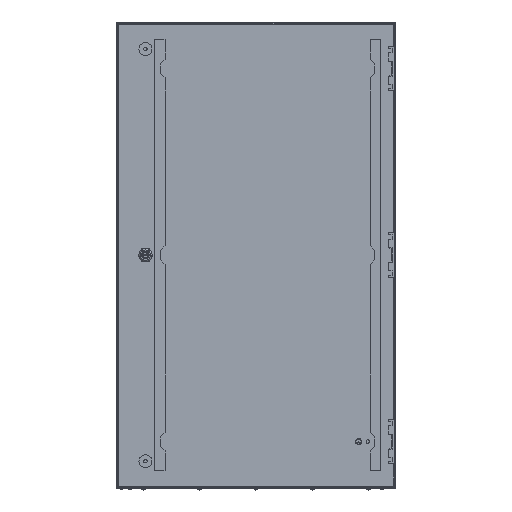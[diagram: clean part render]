
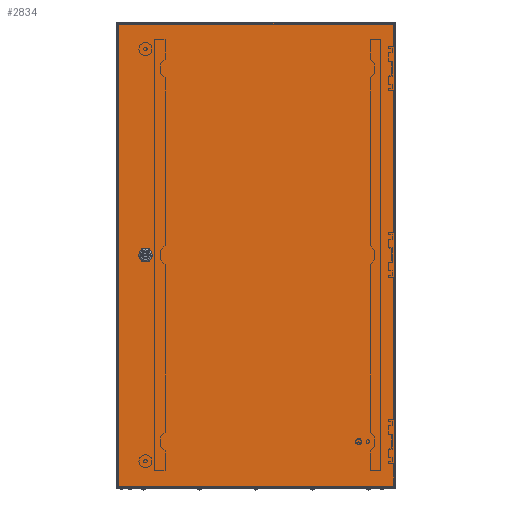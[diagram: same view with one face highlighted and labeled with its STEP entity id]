
A CAD part, top view. The second image highlights one B-rep face of the part: STEP entity #2834.
In plain terms, the highlighted planar face has unit normal (0, 0, 1).
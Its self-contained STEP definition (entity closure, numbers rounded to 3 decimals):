
#461 = CARTESIAN_POINT ( 'NONE',  ( 62.87, 500., 17. ) ) ;
#573 = ORIENTED_EDGE ( 'NONE', *, *, #9747, .F. ) ;
#723 = CARTESIAN_POINT ( 'NONE',  ( 0., 0., 17. ) ) ;
#738 = EDGE_CURVE ( 'NONE', #35945, #81593, #53589, .T. ) ;
#2834 = ADVANCED_FACE ( 'NONE', ( #61243, #49207 ), #28544, .T. ) ;
#2879 = EDGE_CURVE ( 'NONE', #38279, #77382, #22093, .T. ) ;
#3659 = AXIS2_PLACEMENT_3D ( 'NONE', #10602, #29937, #35953 ) ;
#4073 = AXIS2_PLACEMENT_3D ( 'NONE', #723, #81396, #15268 ) ;
#4967 = CARTESIAN_POINT ( 'NONE',  ( 2.87, 3., 17. ) ) ;
#4975 = CARTESIAN_POINT ( 'NONE',  ( 67.926, 510.05, 17. ) ) ;
#5510 = VERTEX_POINT ( 'NONE', #53327 ) ;
#5828 = CARTESIAN_POINT ( 'NONE',  ( 62.87, 500., 17. ) ) ;
#6085 = ORIENTED_EDGE ( 'NONE', *, *, #738, .F. ) ;
#6475 = ORIENTED_EDGE ( 'NONE', *, *, #12041, .F. ) ;
#7757 = ORIENTED_EDGE ( 'NONE', *, *, #74728, .T. ) ;
#9263 = LINE ( 'NONE', #81881, #65476 ) ;
#9324 = CARTESIAN_POINT ( 'NONE',  ( 2.87, 3., 17. ) ) ;
#9373 = VERTEX_POINT ( 'NONE', #47165 ) ;
#9747 = EDGE_CURVE ( 'NONE', #48865, #11553, #27243, .T. ) ;
#10518 = VECTOR ( 'NONE', #80604, 1000. ) ;
#10602 = CARTESIAN_POINT ( 'NONE',  ( 62.87, 500., 17. ) ) ;
#11012 = DIRECTION ( 'NONE',  ( 1., 0., 0. ) ) ;
#11553 = VERTEX_POINT ( 'NONE', #26640 ) ;
#11738 = CARTESIAN_POINT ( 'NONE',  ( 2.87, 997., 17. ) ) ;
#12041 = EDGE_CURVE ( 'NONE', #24086, #30168, #54928, .T. ) ;
#13733 = DIRECTION ( 'NONE',  ( 0., -1., 0. ) ) ;
#14957 = CARTESIAN_POINT ( 'NONE',  ( 52.82, 505.056, 17. ) ) ;
#15268 = DIRECTION ( 'NONE',  ( 1., 0., 0. ) ) ;
#15693 = CARTESIAN_POINT ( 'NONE',  ( 72.92, 494.944, 17. ) ) ;
#16109 = DIRECTION ( 'NONE',  ( 0., 1., 0. ) ) ;
#16368 = VECTOR ( 'NONE', #11012, 1000. ) ;
#16579 = VECTOR ( 'NONE', #13733, 1000. ) ;
#22093 = LINE ( 'NONE', #52813, #67225 ) ;
#24086 = VERTEX_POINT ( 'NONE', #84129 ) ;
#24342 = VECTOR ( 'NONE', #47489, 1000. ) ;
#25837 = DIRECTION ( 'NONE',  ( 1., 0., 0. ) ) ;
#26526 = VERTEX_POINT ( 'NONE', #4975 ) ;
#26640 = CARTESIAN_POINT ( 'NONE',  ( 72.92, 505.056, 17. ) ) ;
#26834 = VERTEX_POINT ( 'NONE', #37126 ) ;
#27243 = LINE ( 'NONE', #80096, #24342 ) ;
#27548 = ORIENTED_EDGE ( 'NONE', *, *, #47221, .F. ) ;
#28544 = PLANE ( 'NONE',  #4073 ) ;
#29937 = DIRECTION ( 'NONE',  ( 0., 0., 1. ) ) ;
#30168 = VERTEX_POINT ( 'NONE', #61932 ) ;
#30634 = EDGE_CURVE ( 'NONE', #11553, #26526, #80493, .T. ) ;
#31229 = DIRECTION ( 'NONE',  ( 1., 0., 0. ) ) ;
#32908 = DIRECTION ( 'NONE',  ( 0., 0., 1. ) ) ;
#35203 = EDGE_CURVE ( 'NONE', #81593, #5510, #79000, .T. ) ;
#35945 = VERTEX_POINT ( 'NONE', #77097 ) ;
#35953 = DIRECTION ( 'NONE',  ( 1., 0., 0. ) ) ;
#37126 = CARTESIAN_POINT ( 'NONE',  ( 596.87, 997., 17. ) ) ;
#38279 = VERTEX_POINT ( 'NONE', #11738 ) ;
#39284 = AXIS2_PLACEMENT_3D ( 'NONE', #461, #58117, #25837 ) ;
#40088 = VECTOR ( 'NONE', #16109, 1000. ) ;
#40205 = ORIENTED_EDGE ( 'NONE', *, *, #47178, .T. ) ;
#46569 = EDGE_CURVE ( 'NONE', #30168, #48865, #72105, .T. ) ;
#47165 = CARTESIAN_POINT ( 'NONE',  ( 596.87, 3., 17. ) ) ;
#47178 = EDGE_CURVE ( 'NONE', #26834, #38279, #54057, .T. ) ;
#47221 = EDGE_CURVE ( 'NONE', #26526, #35945, #9263, .T. ) ;
#47489 = DIRECTION ( 'NONE',  ( 0., 1., 0. ) ) ;
#48865 = VERTEX_POINT ( 'NONE', #15693 ) ;
#48878 = DIRECTION ( 'NONE',  ( 1., 0., 0. ) ) ;
#49207 = FACE_OUTER_BOUND ( 'NONE', #60378, .T. ) ;
#49725 = CARTESIAN_POINT ( 'NONE',  ( 67.926, 489.95, 17. ) ) ;
#50592 = VECTOR ( 'NONE', #48878, 1000. ) ;
#52813 = CARTESIAN_POINT ( 'NONE',  ( 2.87, 997., 17. ) ) ;
#53251 = DIRECTION ( 'NONE',  ( 0., -1., 0. ) ) ;
#53327 = CARTESIAN_POINT ( 'NONE',  ( 52.82, 494.944, 17. ) ) ;
#53589 = CIRCLE ( 'NONE', #69930, 11.25 ) ;
#54057 = LINE ( 'NONE', #60889, #10518 ) ;
#54413 = ORIENTED_EDGE ( 'NONE', *, *, #30634, .F. ) ;
#54928 = LINE ( 'NONE', #49725, #50592 ) ;
#57172 = AXIS2_PLACEMENT_3D ( 'NONE', #57437, #71087, #76285 ) ;
#57437 = CARTESIAN_POINT ( 'NONE',  ( 62.87, 500., 17. ) ) ;
#58117 = DIRECTION ( 'NONE',  ( 0., 0., 1. ) ) ;
#58310 = EDGE_CURVE ( 'NONE', #5510, #24086, #77727, .T. ) ;
#60378 = EDGE_LOOP ( 'NONE', ( #62421, #7757, #81925, #40205 ) ) ;
#60388 = CARTESIAN_POINT ( 'NONE',  ( 596.87, 997., 17. ) ) ;
#60889 = CARTESIAN_POINT ( 'NONE',  ( 2.87, 997., 17. ) ) ;
#61243 = FACE_BOUND ( 'NONE', #68916, .T. ) ;
#61645 = LINE ( 'NONE', #60388, #40088 ) ;
#61932 = CARTESIAN_POINT ( 'NONE',  ( 67.926, 489.95, 17. ) ) ;
#62421 = ORIENTED_EDGE ( 'NONE', *, *, #2879, .T. ) ;
#65476 = VECTOR ( 'NONE', #75843, 1000. ) ;
#66836 = ORIENTED_EDGE ( 'NONE', *, *, #58310, .F. ) ;
#67225 = VECTOR ( 'NONE', #53251, 1000. ) ;
#68916 = EDGE_LOOP ( 'NONE', ( #54413, #573, #77276, #6475, #66836, #78009, #6085, #27548 ) ) ;
#69930 = AXIS2_PLACEMENT_3D ( 'NONE', #5828, #32908, #31229 ) ;
#71087 = DIRECTION ( 'NONE',  ( 0., 0., 1. ) ) ;
#72105 = CIRCLE ( 'NONE', #39284, 11.25 ) ;
#72556 = CARTESIAN_POINT ( 'NONE',  ( 52.82, 494.944, 17. ) ) ;
#74728 = EDGE_CURVE ( 'NONE', #77382, #9373, #75887, .T. ) ;
#75843 = DIRECTION ( 'NONE',  ( -1., 0., 0. ) ) ;
#75887 = LINE ( 'NONE', #4967, #16368 ) ;
#76285 = DIRECTION ( 'NONE',  ( 1., 0., 0. ) ) ;
#77097 = CARTESIAN_POINT ( 'NONE',  ( 57.814, 510.05, 17. ) ) ;
#77276 = ORIENTED_EDGE ( 'NONE', *, *, #46569, .F. ) ;
#77382 = VERTEX_POINT ( 'NONE', #9324 ) ;
#77727 = CIRCLE ( 'NONE', #3659, 11.25 ) ;
#78009 = ORIENTED_EDGE ( 'NONE', *, *, #35203, .F. ) ;
#79000 = LINE ( 'NONE', #72556, #16579 ) ;
#80096 = CARTESIAN_POINT ( 'NONE',  ( 72.92, 494.944, 17. ) ) ;
#80493 = CIRCLE ( 'NONE', #57172, 11.25 ) ;
#80604 = DIRECTION ( 'NONE',  ( -1., 0., 0. ) ) ;
#80817 = EDGE_CURVE ( 'NONE', #9373, #26834, #61645, .T. ) ;
#81396 = DIRECTION ( 'NONE',  ( 0., 0., 1. ) ) ;
#81593 = VERTEX_POINT ( 'NONE', #14957 ) ;
#81881 = CARTESIAN_POINT ( 'NONE',  ( 67.926, 510.05, 17. ) ) ;
#81925 = ORIENTED_EDGE ( 'NONE', *, *, #80817, .T. ) ;
#84129 = CARTESIAN_POINT ( 'NONE',  ( 57.814, 489.95, 17. ) ) ;
